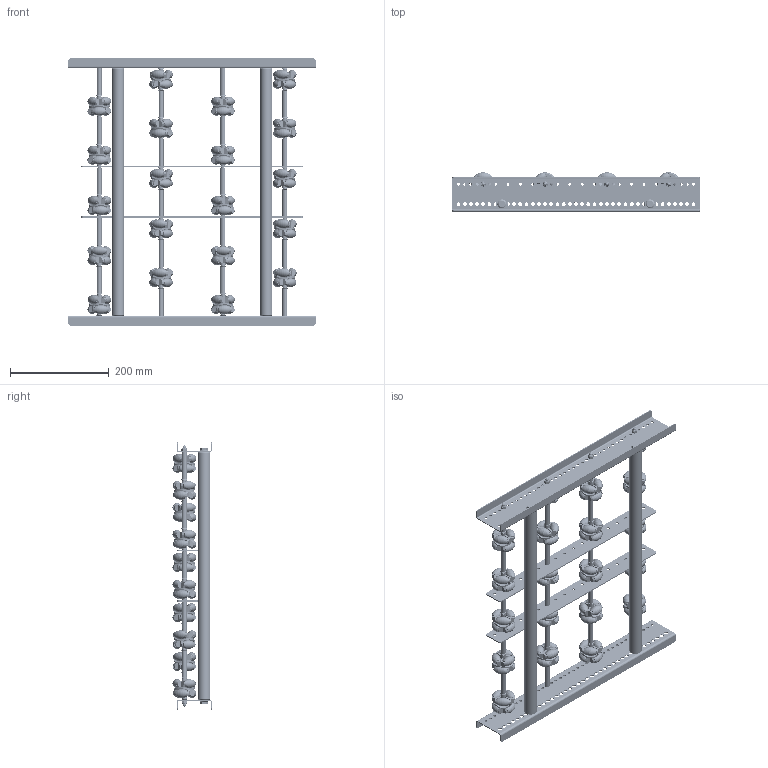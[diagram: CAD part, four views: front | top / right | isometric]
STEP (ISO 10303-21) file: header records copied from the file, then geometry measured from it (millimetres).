
FILE_DESCRIPTION (( 'STEP AP214' ), '1' );
FILE_NAME ('0051814.step', '2021-10-26T12:34:03', ( '' ), ( '' ), 'SwSTEP 2.0', 'SolidWorks 2020', '' );
FILE_SCHEMA (( 'AUTOMOTIVE_DESIGN' ));
Length unit declared in the file: millimetre
Products named in the file (14): AWR48_Röllchen; AWR48_Halter; 0027528_BUCHSE-HOHLNIETE ZU AWR48; S100994_Sperrzahnschraube_M08x16-8.8-A2K; Profil-RB-20x70x20x2_S100208_U-PROFIL-20-70-20-2-RB-L=500; 0036819_SICHERUNGS-HUTMUTTER-DIN986-M6; Traversen_KFG_L500; AWR48_Stift; 0019719_Gewindestange-M6_L=520; 0019730_Tragrollenrohr-Ø10x1,75KU_KFG_0019730_L=54; S108767_Längstraverse-42x2,5-AWR_L449; 0015028_AWR48; 0051814; AWR-Achse-f黵-Konfiguration_L500
Assembly tree (56 placements, depth 4):
  0051814
    Profil-RB-20x70x20x2_S100208_U-PROFIL-20-70-20-2-RB-L=500  x2
    AWR-Achse-f黵-Konfiguration_L500  x4
      0019719_Gewindestange-M6_L=520
      0015028_AWR48
        AWR48_Halter
        AWR48_Röllchen  x6
        AWR48_Stift  x6
      0019730_Tragrollenrohr-Ø10x1,75KU_KFG_0019730_L=54
      0027528_BUCHSE-HOHLNIETE ZU AWR48
    S100994_Sperrzahnschraube_M08x16-8.8-A2K  x4
    Traversen_KFG_L500  x2
    S108767_Längstraverse-42x2,5-AWR_L449  x2
    0036819_SICHERUNGS-HUTMUTTER-DIN986-M6  x8
Bounding box: 500 x 78.93 x 540 mm (x, y, z)
Volume: 1416250.2 mm3; surface area: 1045725.5 mm2
Topology: 346 solids, 346 shells, 6388 faces, 14840 edges, 9384 vertices
Faces by surface type: cylinder 2568, plane 2164, torus 1072, cone 568, sphere 16
Entity records: 18340 total; most frequent: CARTESIAN_POINT 3982, DIRECTION 2999, ORIENTED_EDGE 2626, EDGE_CURVE 1313, AXIS2_PLACEMENT_3D 1264, VERTEX_POINT 842, EDGE_LOOP 741, CIRCLE 698
